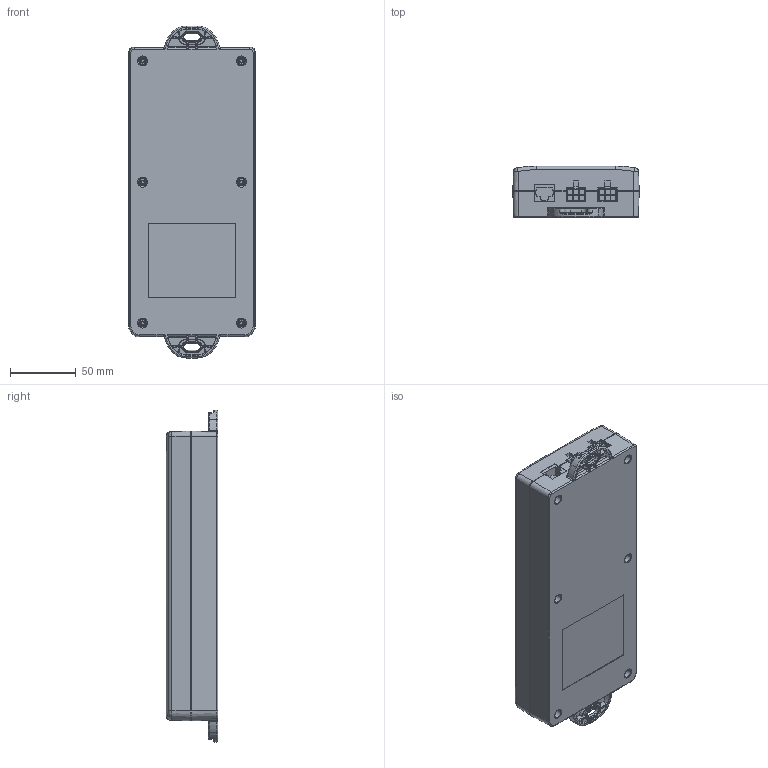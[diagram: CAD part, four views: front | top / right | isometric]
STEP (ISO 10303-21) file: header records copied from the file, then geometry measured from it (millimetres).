
FILE_DESCRIPTION((''),'2;1');
FILE_NAME('CF11','2019-07-23T',('USER'),(''),'PRO/ENGINEER BY PARAMETRIC TECHNOLOGY CORPORATION, 2008090','PRO/ENGINEER BY PARAMETRIC TECHNOLOGY CORPORATION, 2008090','');
FILE_SCHEMA(('CONFIG_CONTROL_DESIGN'));
Length unit declared in the file: millimetre
Products named in the file (1): CF11
Bounding box: 96 x 39 x 252 mm (x, y, z)
Volume: 196148.8 mm3; surface area: 182980.3 mm2
Topology: 1 solids, 3 shells, 1416 faces, 3776 edges, 2412 vertices
Faces by surface type: plane 735, cylinder 377, torus 159, cone 84, extrusion 37, bspline 20, sphere 4
Entity records: 45566 total; most frequent: CARTESIAN_POINT 9659, ORIENTED_EDGE 7544, DIRECTION 7476, EDGE_CURVE 3772, AXIS2_PLACEMENT_3D 2532, VECTOR 2412, VERTEX_POINT 2412, LINE 2375
